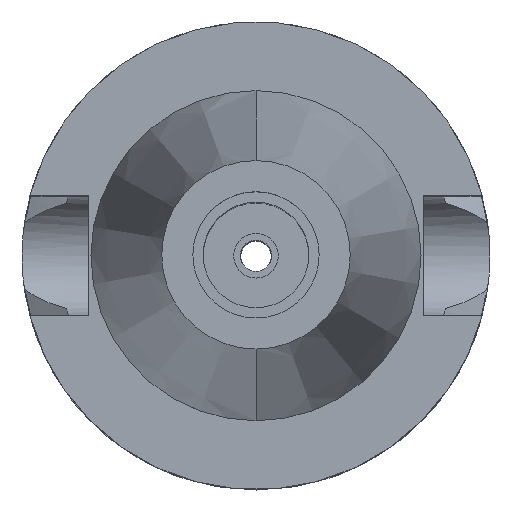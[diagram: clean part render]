
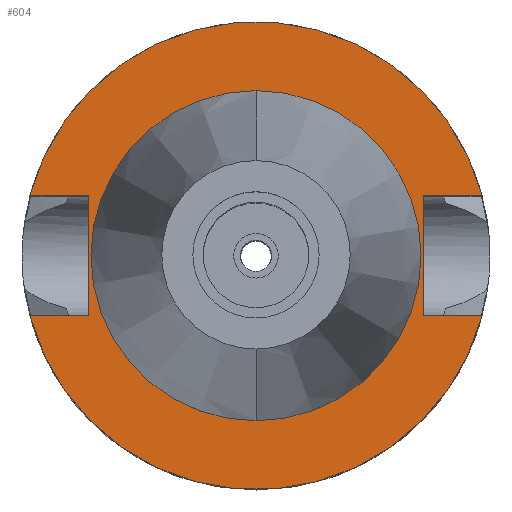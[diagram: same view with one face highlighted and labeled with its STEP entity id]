
A CAD part, top view. The second image highlights one B-rep face of the part: STEP entity #604.
In plain terms, the highlighted planar face has unit normal (0, 0, 1).
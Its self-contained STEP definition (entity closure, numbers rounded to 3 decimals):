
#9 = DIRECTION ( 'NONE',  ( -1., 0., 0. ) ) ;
#47 = AXIS2_PLACEMENT_3D ( 'NONE', #1330, #2232, #829 ) ;
#100 = DIRECTION ( 'NONE',  ( 0., 1., 0. ) ) ;
#121 = CARTESIAN_POINT ( 'NONE',  ( 22.5, -8.05, -1. ) ) ;
#140 = VERTEX_POINT ( 'NONE', #986 ) ;
#162 = EDGE_CURVE ( 'NONE', #140, #2366, #1908, .T. ) ;
#205 = VERTEX_POINT ( 'NONE', #311 ) ;
#224 = CIRCLE ( 'NONE', #789, 22.225 ) ;
#231 = VERTEX_POINT ( 'NONE', #2391 ) ;
#297 = CARTESIAN_POINT ( 'NONE',  ( 22.5, 8.05, -1. ) ) ;
#311 = CARTESIAN_POINT ( 'NONE',  ( -30.454, -8.05, -1. ) ) ;
#343 = VECTOR ( 'NONE', #100, 1000. ) ;
#381 = CARTESIAN_POINT ( 'NONE',  ( 0., 0., -1. ) ) ;
#431 = CARTESIAN_POINT ( 'NONE',  ( 0., 0., -1. ) ) ;
#451 = ORIENTED_EDGE ( 'NONE', *, *, #768, .F. ) ;
#452 = EDGE_LOOP ( 'NONE', ( #2949, #451, #2892, #1842, #471, #1530, #733, #935 ) ) ;
#460 = CIRCLE ( 'NONE', #2956, 22.225 ) ;
#471 = ORIENTED_EDGE ( 'NONE', *, *, #162, .T. ) ;
#581 = DIRECTION ( 'NONE',  ( 0., 0., -1. ) ) ;
#604 = ADVANCED_FACE ( 'NONE', ( #647, #2738 ), #1583, .F. ) ;
#639 = ORIENTED_EDGE ( 'NONE', *, *, #2642, .F. ) ;
#647 = FACE_OUTER_BOUND ( 'NONE', #452, .T. ) ;
#651 = DIRECTION ( 'NONE',  ( 0., 0., 1. ) ) ;
#657 = DIRECTION ( 'NONE',  ( -1., 0., 0. ) ) ;
#694 = LINE ( 'NONE', #1488, #343 ) ;
#698 = DIRECTION ( 'NONE',  ( 0., 0., 1. ) ) ;
#713 = CARTESIAN_POINT ( 'NONE',  ( -30.454, 8.05, -1. ) ) ;
#733 = ORIENTED_EDGE ( 'NONE', *, *, #2189, .F. ) ;
#768 = EDGE_CURVE ( 'NONE', #1551, #205, #1337, .T. ) ;
#789 = AXIS2_PLACEMENT_3D ( 'NONE', #1906, #698, #1890 ) ;
#815 = VECTOR ( 'NONE', #9, 1000. ) ;
#829 = DIRECTION ( 'NONE',  ( 0., -1., 0. ) ) ;
#935 = ORIENTED_EDGE ( 'NONE', *, *, #1942, .F. ) ;
#986 = CARTESIAN_POINT ( 'NONE',  ( 22.5, 8.05, -1. ) ) ;
#1085 = LINE ( 'NONE', #1785, #2220 ) ;
#1330 = CARTESIAN_POINT ( 'NONE',  ( 0., 0., -1. ) ) ;
#1337 = CIRCLE ( 'NONE', #2407, 31.5 ) ;
#1407 = CARTESIAN_POINT ( 'NONE',  ( 22.5, -8.05, -1. ) ) ;
#1488 = CARTESIAN_POINT ( 'NONE',  ( -22.5, -8.05, -1. ) ) ;
#1491 = VERTEX_POINT ( 'NONE', #2442 ) ;
#1499 = DIRECTION ( 'NONE',  ( 0., -1., 0. ) ) ;
#1530 = ORIENTED_EDGE ( 'NONE', *, *, #1561, .F. ) ;
#1551 = VERTEX_POINT ( 'NONE', #2695 ) ;
#1556 = DIRECTION ( 'NONE',  ( 0., -1., 0. ) ) ;
#1561 = EDGE_CURVE ( 'NONE', #2733, #2366, #2691, .T. ) ;
#1570 = VECTOR ( 'NONE', #2839, 1000. ) ;
#1572 = DIRECTION ( 'NONE',  ( 0., -1., 0. ) ) ;
#1574 = ORIENTED_EDGE ( 'NONE', *, *, #2779, .F. ) ;
#1583 = PLANE ( 'NONE',  #47 ) ;
#1600 = EDGE_CURVE ( 'NONE', #2637, #205, #1085, .T. ) ;
#1610 = CARTESIAN_POINT ( 'NONE',  ( -22.5, 8.05, -1. ) ) ;
#1752 = VECTOR ( 'NONE', #2643, 1000. ) ;
#1785 = CARTESIAN_POINT ( 'NONE',  ( -22.5, -8.05, -1. ) ) ;
#1818 = AXIS2_PLACEMENT_3D ( 'NONE', #381, #2936, #2448 ) ;
#1842 = ORIENTED_EDGE ( 'NONE', *, *, #2566, .F. ) ;
#1890 = DIRECTION ( 'NONE',  ( 0., 1., 0. ) ) ;
#1906 = CARTESIAN_POINT ( 'NONE',  ( 0., 0., -1. ) ) ;
#1908 = LINE ( 'NONE', #297, #1570 ) ;
#1942 = EDGE_CURVE ( 'NONE', #2637, #1491, #694, .T. ) ;
#1972 = VERTEX_POINT ( 'NONE', #2653 ) ;
#2013 = LINE ( 'NONE', #2514, #2046 ) ;
#2046 = VECTOR ( 'NONE', #1556, 1000. ) ;
#2189 = EDGE_CURVE ( 'NONE', #1491, #2733, #2340, .T. ) ;
#2220 = VECTOR ( 'NONE', #657, 1000. ) ;
#2232 = DIRECTION ( 'NONE',  ( 0., 0., -1. ) ) ;
#2259 = VERTEX_POINT ( 'NONE', #1407 ) ;
#2340 = LINE ( 'NONE', #1610, #815 ) ;
#2366 = VERTEX_POINT ( 'NONE', #2901 ) ;
#2391 = CARTESIAN_POINT ( 'NONE',  ( 0., -22.225, -1. ) ) ;
#2407 = AXIS2_PLACEMENT_3D ( 'NONE', #2649, #581, #1499 ) ;
#2442 = CARTESIAN_POINT ( 'NONE',  ( -22.5, 8.05, -1. ) ) ;
#2448 = DIRECTION ( 'NONE',  ( 0., 1., 0. ) ) ;
#2514 = CARTESIAN_POINT ( 'NONE',  ( 22.5, 8.05, -1. ) ) ;
#2525 = CARTESIAN_POINT ( 'NONE',  ( -22.5, -8.05, -1. ) ) ;
#2566 = EDGE_CURVE ( 'NONE', #140, #2259, #2013, .T. ) ;
#2593 = EDGE_LOOP ( 'NONE', ( #1574, #639 ) ) ;
#2637 = VERTEX_POINT ( 'NONE', #2525 ) ;
#2642 = EDGE_CURVE ( 'NONE', #231, #1972, #460, .T. ) ;
#2643 = DIRECTION ( 'NONE',  ( 1., 0., 0. ) ) ;
#2649 = CARTESIAN_POINT ( 'NONE',  ( 0., 0., -1. ) ) ;
#2653 = CARTESIAN_POINT ( 'NONE',  ( 0., 22.225, -1. ) ) ;
#2673 = LINE ( 'NONE', #121, #1752 ) ;
#2691 = CIRCLE ( 'NONE', #1818, 31.5 ) ;
#2695 = CARTESIAN_POINT ( 'NONE',  ( 30.454, -8.05, -1. ) ) ;
#2733 = VERTEX_POINT ( 'NONE', #713 ) ;
#2738 = FACE_BOUND ( 'NONE', #2593, .T. ) ;
#2779 = EDGE_CURVE ( 'NONE', #1972, #231, #224, .T. ) ;
#2839 = DIRECTION ( 'NONE',  ( 1., 0., 0. ) ) ;
#2892 = ORIENTED_EDGE ( 'NONE', *, *, #2944, .F. ) ;
#2901 = CARTESIAN_POINT ( 'NONE',  ( 30.454, 8.05, -1. ) ) ;
#2936 = DIRECTION ( 'NONE',  ( 0., 0., -1. ) ) ;
#2944 = EDGE_CURVE ( 'NONE', #2259, #1551, #2673, .T. ) ;
#2949 = ORIENTED_EDGE ( 'NONE', *, *, #1600, .T. ) ;
#2956 = AXIS2_PLACEMENT_3D ( 'NONE', #431, #651, #1572 ) ;
